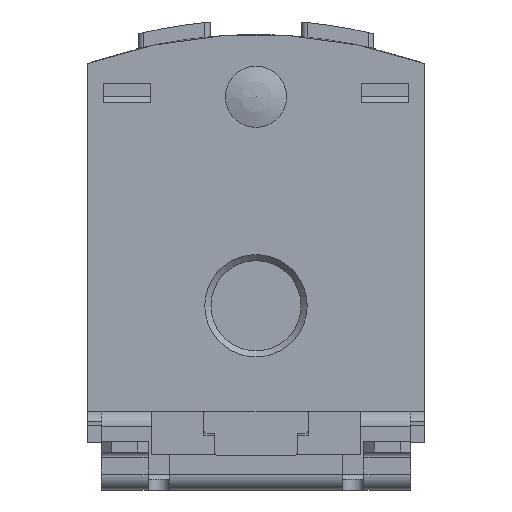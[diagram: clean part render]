
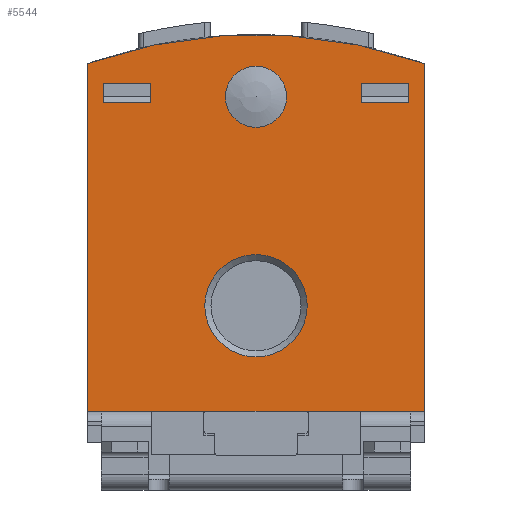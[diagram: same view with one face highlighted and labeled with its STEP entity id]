
A CAD part, front view. The second image highlights one B-rep face of the part: STEP entity #5544.
In plain terms, the highlighted planar face has unit normal (0, -1, 0).
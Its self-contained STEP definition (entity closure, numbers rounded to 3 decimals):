
#171=CIRCLE('',#5833,4.864);
#172=CIRCLE('',#5834,2.9);
#173=CIRCLE('',#5835,48.);
#399=ORIENTED_EDGE('',*,*,#1698,.F.);
#400=ORIENTED_EDGE('',*,*,#1699,.F.);
#401=ORIENTED_EDGE('',*,*,#1700,.F.);
#402=ORIENTED_EDGE('',*,*,#1701,.T.);
#403=ORIENTED_EDGE('',*,*,#1702,.F.);
#404=ORIENTED_EDGE('',*,*,#1703,.F.);
#405=ORIENTED_EDGE('',*,*,#1704,.F.);
#406=ORIENTED_EDGE('',*,*,#1705,.T.);
#407=ORIENTED_EDGE('',*,*,#1706,.T.);
#408=ORIENTED_EDGE('',*,*,#1707,.F.);
#409=ORIENTED_EDGE('',*,*,#1708,.F.);
#410=ORIENTED_EDGE('',*,*,#1709,.T.);
#411=ORIENTED_EDGE('',*,*,#1710,.T.);
#412=ORIENTED_EDGE('',*,*,#1711,.F.);
#1698=EDGE_CURVE('',#2346,#2346,#171,.T.);
#1699=EDGE_CURVE('',#2347,#2347,#172,.F.);
#1700=EDGE_CURVE('',#2348,#2349,#2799,.T.);
#1701=EDGE_CURVE('',#2348,#2350,#2800,.T.);
#1702=EDGE_CURVE('',#2351,#2350,#2801,.T.);
#1703=EDGE_CURVE('',#2349,#2351,#173,.T.);
#1704=EDGE_CURVE('',#2352,#2353,#2802,.T.);
#1705=EDGE_CURVE('',#2352,#2354,#2803,.T.);
#1706=EDGE_CURVE('',#2354,#2355,#2804,.T.);
#1707=EDGE_CURVE('',#2353,#2355,#2805,.T.);
#1708=EDGE_CURVE('',#2356,#2357,#2806,.T.);
#1709=EDGE_CURVE('',#2356,#2358,#2807,.T.);
#1710=EDGE_CURVE('',#2358,#2359,#2808,.T.);
#1711=EDGE_CURVE('',#2357,#2359,#2809,.T.);
#2346=VERTEX_POINT('',#7698);
#2347=VERTEX_POINT('',#7700);
#2348=VERTEX_POINT('',#7702);
#2349=VERTEX_POINT('',#7703);
#2350=VERTEX_POINT('',#7705);
#2351=VERTEX_POINT('',#7707);
#2352=VERTEX_POINT('',#7710);
#2353=VERTEX_POINT('',#7711);
#2354=VERTEX_POINT('',#7713);
#2355=VERTEX_POINT('',#7715);
#2356=VERTEX_POINT('',#7718);
#2357=VERTEX_POINT('',#7719);
#2358=VERTEX_POINT('',#7721);
#2359=VERTEX_POINT('',#7723);
#2799=LINE('',#7701,#3280);
#2800=LINE('',#7704,#3281);
#2801=LINE('',#7706,#3282);
#2802=LINE('',#7709,#3283);
#2803=LINE('',#7712,#3284);
#2804=LINE('',#7714,#3285);
#2805=LINE('',#7716,#3286);
#2806=LINE('',#7717,#3287);
#2807=LINE('',#7720,#3288);
#2808=LINE('',#7722,#3289);
#2809=LINE('',#7724,#3290);
#3280=VECTOR('',#6347,1000.);
#3281=VECTOR('',#6348,1000.);
#3282=VECTOR('',#6349,1000.);
#3283=VECTOR('',#6352,1000.);
#3284=VECTOR('',#6353,1000.);
#3285=VECTOR('',#6354,1000.);
#3286=VECTOR('',#6355,1000.);
#3287=VECTOR('',#6356,1000.);
#3288=VECTOR('',#6357,1000.);
#3289=VECTOR('',#6358,1000.);
#3290=VECTOR('',#6359,1000.);
#3736=EDGE_LOOP('',(#399));
#3737=EDGE_LOOP('',(#400));
#3738=EDGE_LOOP('',(#401,#402,#403,#404));
#3739=EDGE_LOOP('',(#405,#406,#407,#408));
#3740=EDGE_LOOP('',(#409,#410,#411,#412));
#4045=FACE_BOUND('',#3736,.T.);
#4046=FACE_BOUND('',#3737,.T.);
#4047=FACE_BOUND('',#3738,.T.);
#4048=FACE_BOUND('',#3739,.T.);
#4049=FACE_BOUND('',#3740,.T.);
#4346=PLANE('',#5832);
#5544=ADVANCED_FACE('',(#4045,#4046,#4047,#4048,#4049),#4346,.F.);
#5832=AXIS2_PLACEMENT_3D('',#7696,#6341,#6342);
#5833=AXIS2_PLACEMENT_3D('',#7697,#6343,#6344);
#5834=AXIS2_PLACEMENT_3D('',#7699,#6345,#6346);
#5835=AXIS2_PLACEMENT_3D('',#7708,#6350,#6351);
#6341=DIRECTION('',(0.,1.,0.));
#6342=DIRECTION('',(0.,0.,1.));
#6343=DIRECTION('',(0.,-1.,0.));
#6344=DIRECTION('',(0.,0.,-1.));
#6345=DIRECTION('',(0.,1.,0.));
#6346=DIRECTION('',(0.,0.,1.));
#6347=DIRECTION('',(0.,0.,1.));
#6348=DIRECTION('',(1.,0.,0.));
#6349=DIRECTION('',(0.,0.,-1.));
#6350=DIRECTION('',(0.,1.,0.));
#6351=DIRECTION('',(1.,0.,0.));
#6352=DIRECTION('',(-1.,0.,0.));
#6353=DIRECTION('',(0.,0.,-1.));
#6354=DIRECTION('',(-1.,0.,0.));
#6355=DIRECTION('',(0.,0.,-1.));
#6356=DIRECTION('',(0.,0.,-1.));
#6357=DIRECTION('',(1.,0.,0.));
#6358=DIRECTION('',(0.,0.,-1.));
#6359=DIRECTION('',(1.,0.,0.));
#7696=CARTESIAN_POINT('',(0.,0.,-28.15));
#7697=CARTESIAN_POINT('',(0.,0.,-5.9));
#7698=CARTESIAN_POINT('',(0.,0.,-10.764));
#7699=CARTESIAN_POINT('',(0.,0.,13.95));
#7700=CARTESIAN_POINT('',(0.,0.,16.85));
#7701=CARTESIAN_POINT('',(-16.,0.,-20.));
#7702=CARTESIAN_POINT('',(-16.,0.,-15.9));
#7703=CARTESIAN_POINT('',(-16.,0.,17.105));
#7704=CARTESIAN_POINT('',(-4.95,0.,-15.9));
#7705=CARTESIAN_POINT('',(16.,0.,-15.9));
#7706=CARTESIAN_POINT('',(16.,0.,17.105));
#7707=CARTESIAN_POINT('',(16.,0.,17.105));
#7708=CARTESIAN_POINT('',(0.,0.,-28.15));
#7709=CARTESIAN_POINT('',(14.5,0.,15.2));
#7710=CARTESIAN_POINT('',(14.5,0.,15.2));
#7711=CARTESIAN_POINT('',(10.,0.,15.2));
#7712=CARTESIAN_POINT('',(14.5,0.,15.2));
#7713=CARTESIAN_POINT('',(14.5,0.,13.45));
#7714=CARTESIAN_POINT('',(14.5,0.,13.45));
#7715=CARTESIAN_POINT('',(10.,0.,13.45));
#7716=CARTESIAN_POINT('',(10.,0.,15.2));
#7717=CARTESIAN_POINT('',(-14.5,0.,15.2));
#7718=CARTESIAN_POINT('',(-14.5,0.,15.2));
#7719=CARTESIAN_POINT('',(-14.5,0.,13.45));
#7720=CARTESIAN_POINT('',(-14.5,0.,15.2));
#7721=CARTESIAN_POINT('',(-10.,0.,15.2));
#7722=CARTESIAN_POINT('',(-10.,0.,15.2));
#7723=CARTESIAN_POINT('',(-10.,0.,13.45));
#7724=CARTESIAN_POINT('',(-14.5,0.,13.45));
